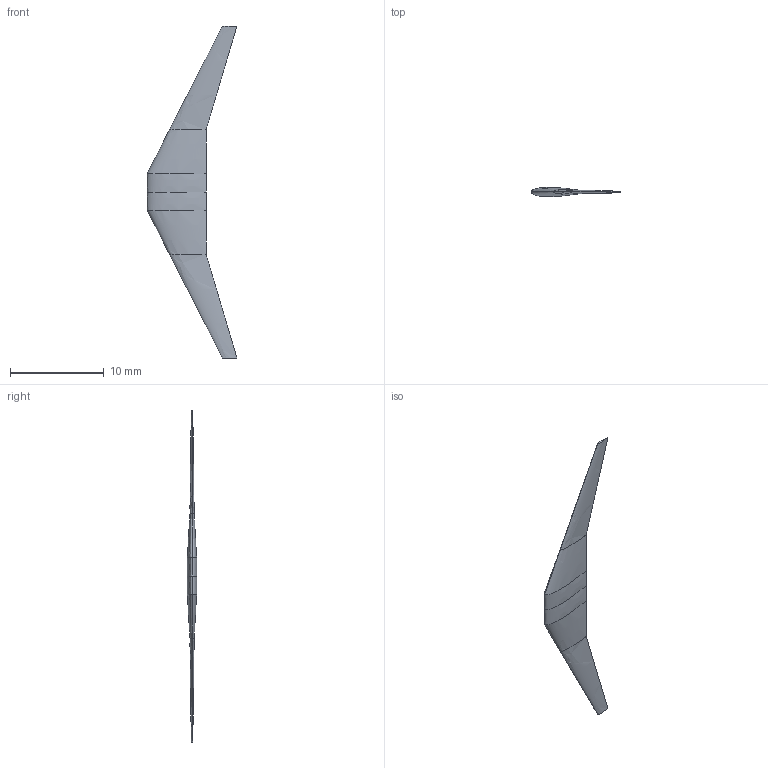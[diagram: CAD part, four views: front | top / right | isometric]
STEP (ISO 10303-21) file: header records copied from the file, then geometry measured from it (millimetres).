
FILE_DESCRIPTION(('Open CASCADE Model'),'2;1');
FILE_NAME('Open CASCADE Shape Model','2023-07-06T16:57:29',('ESP EGADS') ,('Open CASCADE'),'Open CASCADE STEP processor 7.6','Open CASCADE 7.6' ,'Unknown');
FILE_SCHEMA(('AUTOMOTIVE_DESIGN { 1 0 10303 214 1 1 1 1 }'));
Length unit declared in the file: millimetre
Products named in the file (1): Open CASCADE STEP translator 7.6 2
Bounding box: 9.54 x 0.99 x 35.34 mm (x, y, z)
Volume: 54.7 mm3; surface area: 271.4 mm2
Topology: 1 solids, 1 shells, 20 faces, 39 edges, 21 vertices
Faces by surface type: bspline 18, plane 2
Entity records: 4528 total; most frequent: CARTESIAN_POINT 3831, DIRECTION 78, ORIENTED_EDGE 78, PCURVE 78, DEFINITIONAL_REPRESENTATION 78, LINE 72, VECTOR 72, B_SPLINE_CURVE_WITH_KNOTS 45
